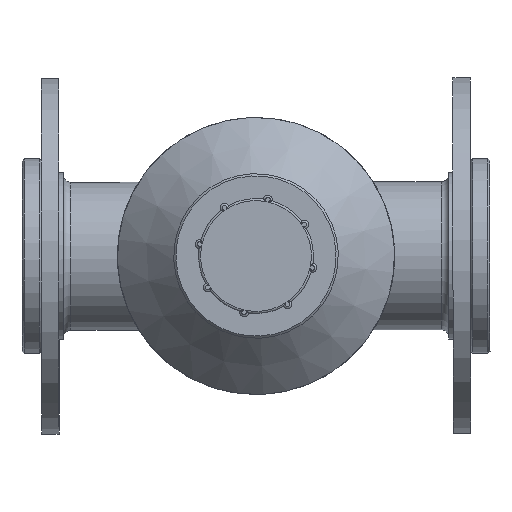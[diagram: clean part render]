
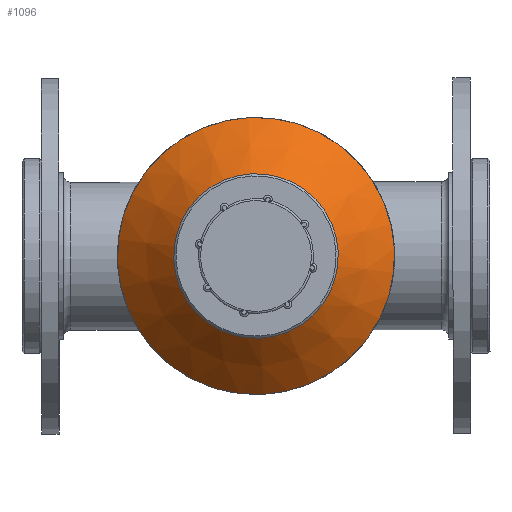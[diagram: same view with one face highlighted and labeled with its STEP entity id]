
A CAD part, front view. The second image highlights one B-rep face of the part: STEP entity #1096.
In plain terms, the highlighted conical face has half-angle 45 degrees and reference radius 38 mm.
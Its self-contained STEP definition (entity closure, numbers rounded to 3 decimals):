
#10 = CARTESIAN_POINT ( 'NONE',  ( -48.915, -39.663, 0. ) ) ;
#463 = EDGE_LOOP ( 'NONE', ( #2549 ) ) ;
#953 = DIRECTION ( 'NONE',  ( 0., 1., 0. ) ) ;
#1096 = ADVANCED_FACE ( 'NONE', ( #5605, #5158 ), #3001, .T. ) ;
#1489 = CARTESIAN_POINT ( 'NONE',  ( 15.085, -13.663, 0. ) ) ;
#1665 = AXIS2_PLACEMENT_3D ( 'NONE', #1489, #953, #3659 ) ;
#1854 = AXIS2_PLACEMENT_3D ( 'NONE', #4611, #3787, #2746 ) ;
#1856 = ORIENTED_EDGE ( 'NONE', *, *, #3066, .T. ) ;
#2135 = CARTESIAN_POINT ( 'NONE',  ( 15.085, -13.663, 0. ) ) ;
#2549 = ORIENTED_EDGE ( 'NONE', *, *, #2675, .F. ) ;
#2675 = EDGE_CURVE ( 'NONE', #3435, #3435, #2700, .T. ) ;
#2700 = CIRCLE ( 'NONE', #1665, 38. ) ;
#2746 = DIRECTION ( 'NONE',  ( -1., 0., 0. ) ) ;
#3001 = CONICAL_SURFACE ( 'NONE', #4031, 38., 0.785 ) ;
#3066 = EDGE_CURVE ( 'NONE', #5751, #5751, #3463, .T. ) ;
#3435 = VERTEX_POINT ( 'NONE', #4066 ) ;
#3463 = CIRCLE ( 'NONE', #1854, 64. ) ;
#3659 = DIRECTION ( 'NONE',  ( -1., 0., 0. ) ) ;
#3787 = DIRECTION ( 'NONE',  ( 0., 1., 0. ) ) ;
#4031 = AXIS2_PLACEMENT_3D ( 'NONE', #2135, #4858, #5301 ) ;
#4066 = CARTESIAN_POINT ( 'NONE',  ( -22.915, -13.663, 0. ) ) ;
#4611 = CARTESIAN_POINT ( 'NONE',  ( 15.085, -39.663, 0. ) ) ;
#4858 = DIRECTION ( 'NONE',  ( 0., -1., 0. ) ) ;
#5158 = FACE_BOUND ( 'NONE', #463, .T. ) ;
#5301 = DIRECTION ( 'NONE',  ( 1., 0., 0. ) ) ;
#5605 = FACE_OUTER_BOUND ( 'NONE', #5772, .T. ) ;
#5751 = VERTEX_POINT ( 'NONE', #10 ) ;
#5772 = EDGE_LOOP ( 'NONE', ( #1856 ) ) ;
